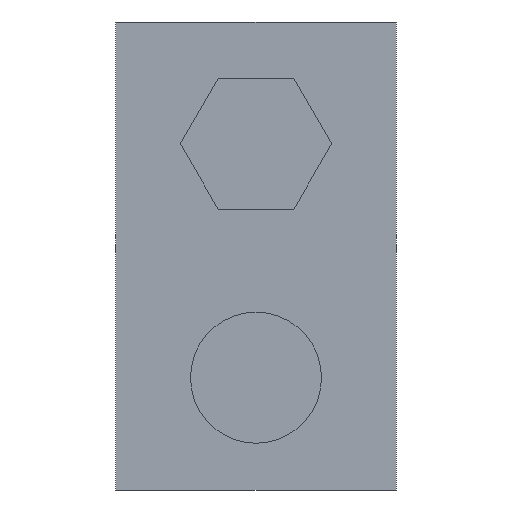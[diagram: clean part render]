
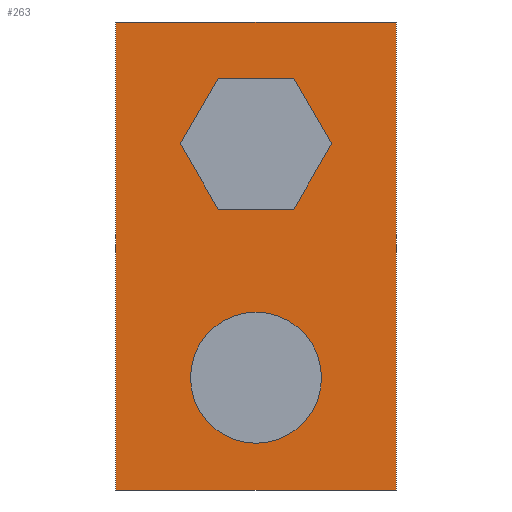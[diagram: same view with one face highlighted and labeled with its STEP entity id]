
A CAD part, front view. The second image highlights one B-rep face of the part: STEP entity #263.
In plain terms, the highlighted planar face has unit normal (0, -1, 0).
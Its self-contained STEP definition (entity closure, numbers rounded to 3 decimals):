
#15=FACE_BOUND('',#61,.T.);
#16=FACE_BOUND('',#62,.T.);
#30=PLANE('',#294);
#45=FACE_OUTER_BOUND('',#60,.T.);
#60=EDGE_LOOP('',(#237,#238,#239,#240));
#61=EDGE_LOOP('',(#241));
#62=EDGE_LOOP('',(#242,#243,#244,#245,#246,#247));
#64=LINE('',#373,#95);
#68=LINE('',#381,#99);
#71=LINE('',#387,#102);
#74=LINE('',#393,#105);
#77=LINE('',#399,#108);
#80=LINE('',#404,#111);
#82=LINE('',#410,#113);
#86=LINE('',#418,#117);
#89=LINE('',#424,#120);
#92=LINE('',#429,#123);
#95=VECTOR('',#308,10.);
#99=VECTOR('',#314,10.);
#102=VECTOR('',#319,10.);
#105=VECTOR('',#324,10.);
#108=VECTOR('',#329,10.);
#111=VECTOR('',#334,10.);
#113=VECTOR('',#340,10.);
#117=VECTOR('',#346,10.);
#120=VECTOR('',#351,10.);
#123=VECTOR('',#356,10.);
#126=CIRCLE('',#280,3.5);
#128=VERTEX_POINT('',#366);
#129=VERTEX_POINT('',#371);
#130=VERTEX_POINT('',#372);
#133=VERTEX_POINT('',#380);
#135=VERTEX_POINT('',#386);
#137=VERTEX_POINT('',#392);
#139=VERTEX_POINT('',#398);
#141=VERTEX_POINT('',#408);
#142=VERTEX_POINT('',#409);
#145=VERTEX_POINT('',#417);
#147=VERTEX_POINT('',#423);
#151=EDGE_CURVE('',#128,#128,#126,.T.);
#152=EDGE_CURVE('',#129,#130,#64,.T.);
#156=EDGE_CURVE('',#130,#133,#68,.T.);
#159=EDGE_CURVE('',#133,#135,#71,.T.);
#162=EDGE_CURVE('',#135,#137,#74,.T.);
#165=EDGE_CURVE('',#137,#139,#77,.T.);
#168=EDGE_CURVE('',#139,#129,#80,.T.);
#170=EDGE_CURVE('',#141,#142,#82,.T.);
#174=EDGE_CURVE('',#142,#145,#86,.T.);
#177=EDGE_CURVE('',#145,#147,#89,.T.);
#180=EDGE_CURVE('',#147,#141,#92,.T.);
#237=ORIENTED_EDGE('',*,*,#180,.T.);
#238=ORIENTED_EDGE('',*,*,#170,.T.);
#239=ORIENTED_EDGE('',*,*,#174,.T.);
#240=ORIENTED_EDGE('',*,*,#177,.T.);
#241=ORIENTED_EDGE('',*,*,#151,.T.);
#242=ORIENTED_EDGE('',*,*,#152,.T.);
#243=ORIENTED_EDGE('',*,*,#156,.T.);
#244=ORIENTED_EDGE('',*,*,#159,.T.);
#245=ORIENTED_EDGE('',*,*,#162,.T.);
#246=ORIENTED_EDGE('',*,*,#165,.T.);
#247=ORIENTED_EDGE('',*,*,#168,.T.);
#263=ADVANCED_FACE('',(#45,#15,#16),#30,.F.);
#280=AXIS2_PLACEMENT_3D('',#368,#302,#303);
#294=AXIS2_PLACEMENT_3D('',#432,#360,#361);
#302=DIRECTION('center_axis',(0.,1.,0.));
#303=DIRECTION('ref_axis',(1.,0.,0.));
#308=DIRECTION('',(0.5,0.,-0.866));
#314=DIRECTION('',(-0.5,0.,-0.866));
#319=DIRECTION('',(-1.,0.,0.));
#324=DIRECTION('',(-0.5,0.,0.866));
#329=DIRECTION('',(0.5,0.,0.866));
#334=DIRECTION('',(1.,0.,0.));
#340=DIRECTION('',(0.,0.,-1.));
#346=DIRECTION('',(1.,0.,0.));
#351=DIRECTION('',(0.,0.,1.));
#356=DIRECTION('',(-1.,0.,0.));
#360=DIRECTION('center_axis',(0.,1.,0.));
#361=DIRECTION('ref_axis',(1.,0.,0.));
#366=CARTESIAN_POINT('',(34.,-76.,10.));
#368=CARTESIAN_POINT('Origin',(37.5,-76.,10.));
#371=CARTESIAN_POINT('',(39.521,-76.,26.));
#372=CARTESIAN_POINT('',(41.541,-76.,22.5));
#373=CARTESIAN_POINT('',(42.335,-76.,21.125));
#380=CARTESIAN_POINT('',(39.521,-76.,19.));
#381=CARTESIAN_POINT('',(38.727,-76.,17.625));
#386=CARTESIAN_POINT('',(35.479,-76.,19.));
#387=CARTESIAN_POINT('',(36.49,-76.,19.));
#392=CARTESIAN_POINT('',(33.459,-76.,22.5));
#393=CARTESIAN_POINT('',(35.263,-76.,19.375));
#398=CARTESIAN_POINT('',(35.479,-76.,26.));
#399=CARTESIAN_POINT('',(33.675,-76.,22.875));
#404=CARTESIAN_POINT('',(38.51,-76.,26.));
#408=CARTESIAN_POINT('',(30.,-76.,29.));
#409=CARTESIAN_POINT('',(30.,-76.,4.));
#410=CARTESIAN_POINT('',(30.,-76.,29.));
#417=CARTESIAN_POINT('',(45.,-76.,4.));
#418=CARTESIAN_POINT('',(30.,-76.,4.));
#423=CARTESIAN_POINT('',(45.,-76.,29.));
#424=CARTESIAN_POINT('',(45.,-76.,4.));
#429=CARTESIAN_POINT('',(45.,-76.,29.));
#432=CARTESIAN_POINT('Origin',(37.5,-76.,16.5));
